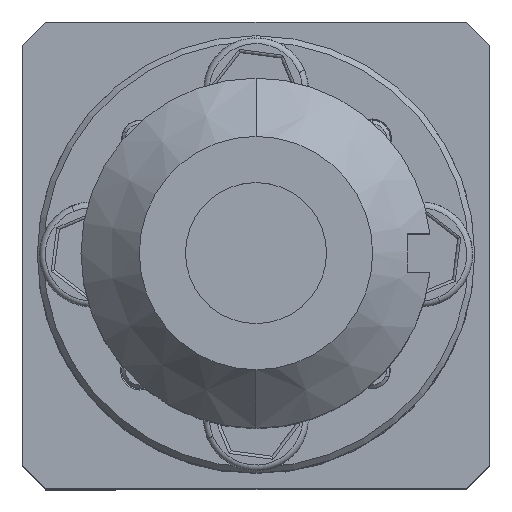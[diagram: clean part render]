
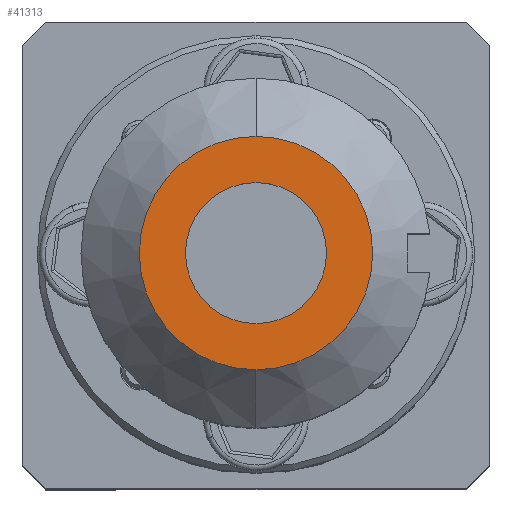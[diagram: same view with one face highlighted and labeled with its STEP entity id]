
A CAD part, top view. The second image highlights one B-rep face of the part: STEP entity #41313.
In plain terms, the highlighted planar face has unit normal (0, 0, 1).
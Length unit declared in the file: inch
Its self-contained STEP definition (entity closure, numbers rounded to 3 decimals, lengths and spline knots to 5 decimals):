
#188 = VERTEX_POINT ( 'NONE', #46592 ) ;
#2732 = CARTESIAN_POINT ( 'NONE',  ( 0., 0.80141, 2.71625 ) ) ;
#3372 = VERTEX_POINT ( 'NONE', #34493 ) ;
#4374 = ORIENTED_EDGE ( 'NONE', *, *, #58377, .T. ) ;
#5432 = CIRCLE ( 'NONE', #13031, 0.1208 ) ;
#9080 = VERTEX_POINT ( 'NONE', #29940 ) ;
#13031 = AXIS2_PLACEMENT_3D ( 'NONE', #18868, #39312, #19543 ) ;
#13855 = DIRECTION ( 'NONE',  ( 0., -1., 0. ) ) ;
#17051 = EDGE_LOOP ( 'NONE', ( #35535, #35538 ) ) ;
#18572 = DIRECTION ( 'NONE',  ( 0., 0., -1. ) ) ;
#18722 = FACE_OUTER_BOUND ( 'NONE', #17051, .T. ) ;
#18868 = CARTESIAN_POINT ( 'NONE',  ( 0., 0.80141, 2.71625 ) ) ;
#19543 = DIRECTION ( 'NONE',  ( 0., -1., 0. ) ) ;
#21447 = AXIS2_PLACEMENT_3D ( 'NONE', #65299, #54940, #40153 ) ;
#28500 = DIRECTION ( 'NONE',  ( 0., 1., 0. ) ) ;
#28860 = CIRCLE ( 'NONE', #53484, 0.2 ) ;
#29940 = CARTESIAN_POINT ( 'NONE',  ( 0., 0.68061, 2.71625 ) ) ;
#30747 = DIRECTION ( 'NONE',  ( 0., 0., 1. ) ) ;
#31273 = EDGE_CURVE ( 'NONE', #42514, #188, #54848, .T. ) ;
#32975 = EDGE_CURVE ( 'NONE', #9080, #3372, #36613, .T. ) ;
#34467 = FACE_BOUND ( 'NONE', #42424, .T. ) ;
#34493 = CARTESIAN_POINT ( 'NONE',  ( 0., 0.9222, 2.71625 ) ) ;
#35535 = ORIENTED_EDGE ( 'NONE', *, *, #31273, .T. ) ;
#35538 = ORIENTED_EDGE ( 'NONE', *, *, #55959, .T. ) ;
#36613 = CIRCLE ( 'NONE', #60194, 0.1208 ) ;
#36621 = AXIS2_PLACEMENT_3D ( 'NONE', #42149, #30747, #56903 ) ;
#39312 = DIRECTION ( 'NONE',  ( 0., 0., -1. ) ) ;
#39833 = CARTESIAN_POINT ( 'NONE',  ( 0., 0.60141, 2.71625 ) ) ;
#40153 = DIRECTION ( 'NONE',  ( 0., 1., 0. ) ) ;
#41313 = ADVANCED_FACE ( 'NONE', ( #18722, #34467 ), #44531, .T. ) ;
#42149 = CARTESIAN_POINT ( 'NONE',  ( 0., 0.80141, 2.71625 ) ) ;
#42424 = EDGE_LOOP ( 'NONE', ( #51813, #4374 ) ) ;
#42514 = VERTEX_POINT ( 'NONE', #39833 ) ;
#43069 = CARTESIAN_POINT ( 'NONE',  ( 0., 0.80141, 2.71625 ) ) ;
#44531 = PLANE ( 'NONE',  #21447 ) ;
#46592 = CARTESIAN_POINT ( 'NONE',  ( 0., 1.00141, 2.71625 ) ) ;
#48299 = DIRECTION ( 'NONE',  ( 0., 0., 1. ) ) ;
#51813 = ORIENTED_EDGE ( 'NONE', *, *, #32975, .T. ) ;
#53484 = AXIS2_PLACEMENT_3D ( 'NONE', #2732, #48299, #28500 ) ;
#54848 = CIRCLE ( 'NONE', #36621, 0.2 ) ;
#54940 = DIRECTION ( 'NONE',  ( 0., 0., 1. ) ) ;
#55959 = EDGE_CURVE ( 'NONE', #188, #42514, #28860, .T. ) ;
#56903 = DIRECTION ( 'NONE',  ( 0., 1., 0. ) ) ;
#58377 = EDGE_CURVE ( 'NONE', #3372, #9080, #5432, .T. ) ;
#60194 = AXIS2_PLACEMENT_3D ( 'NONE', #43069, #18572, #13855 ) ;
#65299 = CARTESIAN_POINT ( 'NONE',  ( 0., 1.10141, 2.71625 ) ) ;
